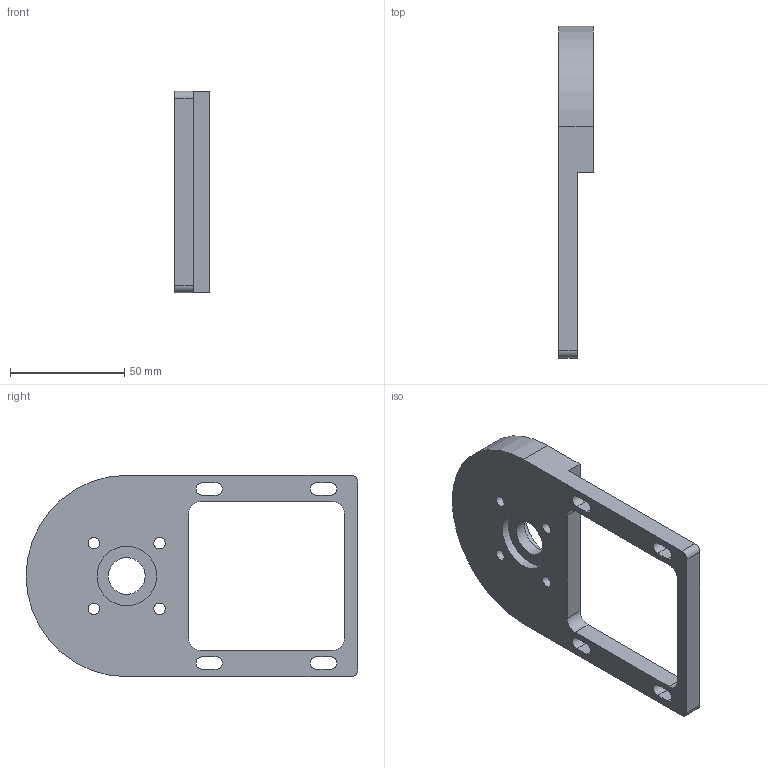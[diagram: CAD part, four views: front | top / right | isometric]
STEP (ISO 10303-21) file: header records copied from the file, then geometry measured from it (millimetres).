
FILE_DESCRIPTION(/* description */ (''),/* implementation_level */ '2;1');
FILE_NAME(/* name */ 'Main Plate.step',/* time_stamp */ '2025-10-04T16:33:46+02:00',/* author */ (''),/* organization */ (''),/* preprocessor_version */ 'ST-DEVELOPER v20.1',/* originating_system */ 'Autodesk Translation Framework v14.17.0.0',/* authorisation */ '');
FILE_SCHEMA (('AUTOMOTIVE_DESIGN { 1 0 10303 214 3 1 1 }'));
Length unit declared in the file: millimetre
Products named in the file (1): Main Plate
Bounding box: 15 x 145 x 88 mm (x, y, z)
Volume: 82941.9 mm3; surface area: 24710 mm2
Topology: 1 solids, 1 shells, 53 faces, 132 edges, 88 vertices
Faces by surface type: cylinder 27, plane 26
Full cylindrical faces by diameter (mm): 5 x4, 8.3 x4, 16.055 x1, 22.9 x1, 26 x1, 28 x1
Entity records: 1673 total; most frequent: DIRECTION 294, CARTESIAN_POINT 274, ORIENTED_EDGE 264, EDGE_CURVE 132, AXIS2_PLACEMENT_3D 108, VERTEX_POINT 88, EDGE_LOOP 80, LINE 78
